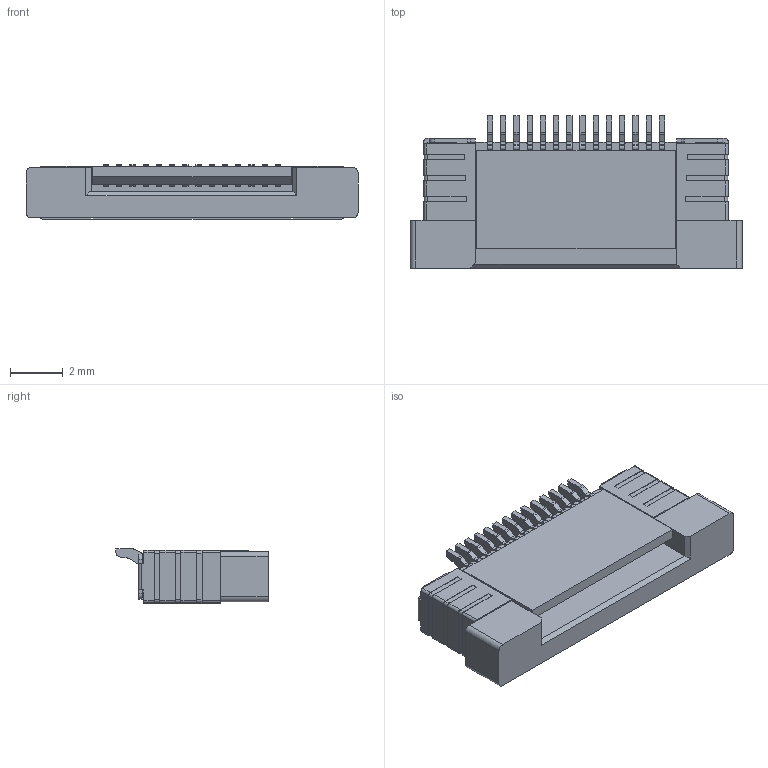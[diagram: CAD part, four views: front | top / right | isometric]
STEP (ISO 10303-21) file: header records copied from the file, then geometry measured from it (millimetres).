
FILE_DESCRIPTION((''),'2;1');
FILE_NAME('ASM0010_ASM','2025-06-12T',('工程三'),(''),'PRO/ENGINEER BY PARAMETRIC TECHNOLOGY CORPORATION, 2010280','PRO/ENGINEER BY PARAMETRIC TECHNOLOGY CORPORATION, 2010280','');
FILE_SCHEMA(('CONFIG_CONTROL_DESIGN'));
Length unit declared in the file: millimetre
Products named in the file (1): ASM0010_ASM
Bounding box: 12.55 x 5.76 x 2.05 mm (x, y, z)
Volume: 93.2 mm3; surface area: 337.2 mm2
Topology: 1 solids, 1 shells, 600 faces, 1749 edges, 1159 vertices
Faces by surface type: plane 384, cylinder 216
Entity records: 19877 total; most frequent: CARTESIAN_POINT 3508, ORIENTED_EDGE 3498, DIRECTION 3387, EDGE_CURVE 1749, VECTOR 1311, LINE 1311, VERTEX_POINT 1159, AXIS2_PLACEMENT_3D 1038
